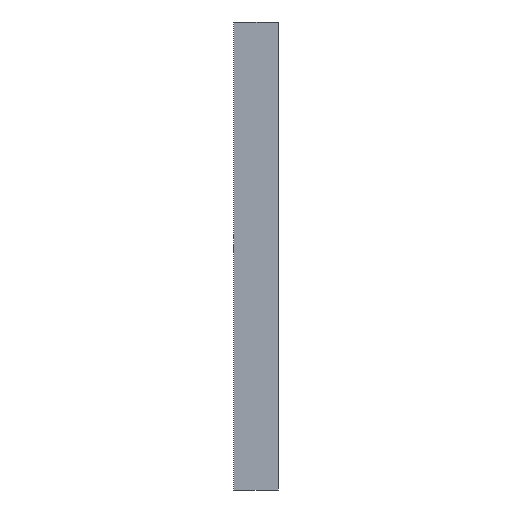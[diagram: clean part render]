
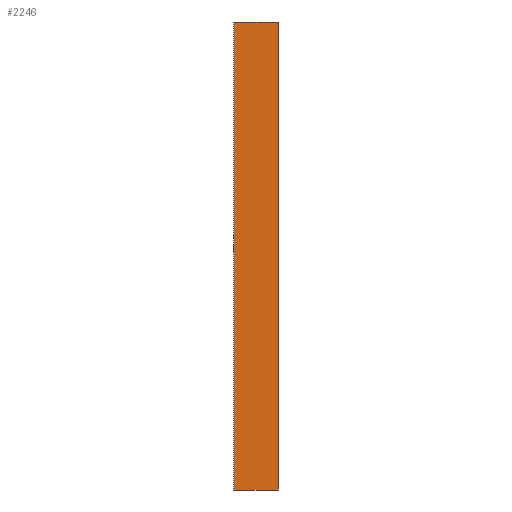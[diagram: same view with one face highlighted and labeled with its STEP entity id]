
A CAD part, left-side view. The second image highlights one B-rep face of the part: STEP entity #2246.
In plain terms, the highlighted planar face has unit normal (-1, 0, 0).
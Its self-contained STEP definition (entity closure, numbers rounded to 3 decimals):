
#538=ORIENTED_EDGE('',*,*,#993,.T.);
#539=ORIENTED_EDGE('',*,*,#994,.F.);
#540=ORIENTED_EDGE('',*,*,#995,.F.);
#541=ORIENTED_EDGE('',*,*,#991,.T.);
#991=EDGE_CURVE('',#1239,#1238,#1443,.T.);
#993=EDGE_CURVE('',#1238,#1240,#1445,.T.);
#994=EDGE_CURVE('',#1241,#1240,#1446,.T.);
#995=EDGE_CURVE('',#1239,#1241,#1447,.T.);
#1238=VERTEX_POINT('',#3825);
#1239=VERTEX_POINT('',#3827);
#1240=VERTEX_POINT('',#3831);
#1241=VERTEX_POINT('',#3833);
#1443=LINE('',#3826,#1647);
#1445=LINE('',#3830,#1649);
#1446=LINE('',#3832,#1650);
#1447=LINE('',#3834,#1651);
#1647=VECTOR('',#3141,1000.);
#1649=VECTOR('',#3145,1000.);
#1650=VECTOR('',#3146,1000.);
#1651=VECTOR('',#3147,1000.);
#1820=EDGE_LOOP('',(#538,#539,#540,#541));
#1986=FACE_BOUND('',#1820,.T.);
#2118=PLANE('',#2603);
#2246=ADVANCED_FACE('',(#1986),#2118,.F.);
#2603=AXIS2_PLACEMENT_3D('',#3829,#3143,#3144);
#3141=DIRECTION('',(0.,-1.,0.));
#3143=DIRECTION('',(1.,0.,0.));
#3144=DIRECTION('',(0.,0.,-1.));
#3145=DIRECTION('',(0.,0.,1.));
#3146=DIRECTION('',(0.,-1.,0.));
#3147=DIRECTION('',(0.,0.,1.));
#3825=CARTESIAN_POINT('',(-2.12,0.,-1.575));
#3826=CARTESIAN_POINT('',(-2.12,0.05,-1.575));
#3827=CARTESIAN_POINT('',(-2.12,0.3,-1.575));
#3829=CARTESIAN_POINT('',(-2.12,0.05,-1.575));
#3830=CARTESIAN_POINT('',(-2.12,0.,-1.575));
#3831=CARTESIAN_POINT('',(-2.12,0.,1.575));
#3832=CARTESIAN_POINT('',(-2.12,0.05,1.575));
#3833=CARTESIAN_POINT('',(-2.12,0.3,1.575));
#3834=CARTESIAN_POINT('',(-2.12,0.3,-1.575));
